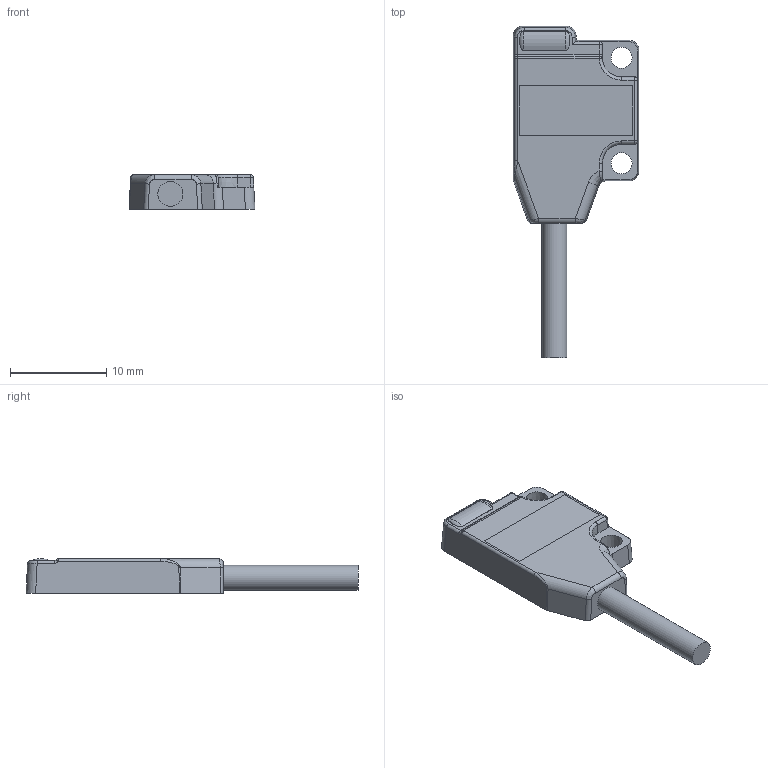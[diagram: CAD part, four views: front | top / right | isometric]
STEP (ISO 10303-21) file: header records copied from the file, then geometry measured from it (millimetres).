
FILE_DESCRIPTION(/* description */ (''),/* implementation_level */ '2;1');
FILE_NAME(/* name */ '',/* time_stamp */ '2023-03-02T14:25:12+08:00',/* author */ (''),/* organization */ (''),/* preprocessor_version */ 'ST-DEVELOPER v14',/* originating_system */ 'SIEMENS PLM Software NX 8.0',/* authorisation */ '');
FILE_SCHEMA (('AUTOMOTIVE_DESIGN { 1 0 10303 214 3 1 1 1 }'));
Length unit declared in the file: millimetre
Products named in the file (1): Admi5E68EB56vfg6
Bounding box: 13.11 x 34.56 x 3.6 mm (x, y, z)
Volume: 885.4 mm3; surface area: 967 mm2
Topology: 2 solids, 2 shells, 100 faces, 246 edges, 148 vertices
Faces by surface type: plane 39, cylinder 29, bspline 13, sphere 5, extrusion 4, torus 4, cone 4, revolution 2
Full cylindrical faces by diameter (mm): 2.6 x1
Entity records: 3258 total; most frequent: CARTESIAN_POINT 944, DIRECTION 472, ORIENTED_EDGE 466, EDGE_CURVE 233, AXIS2_PLACEMENT_3D 169, VERTEX_POINT 145, VECTOR 132, LINE 128
